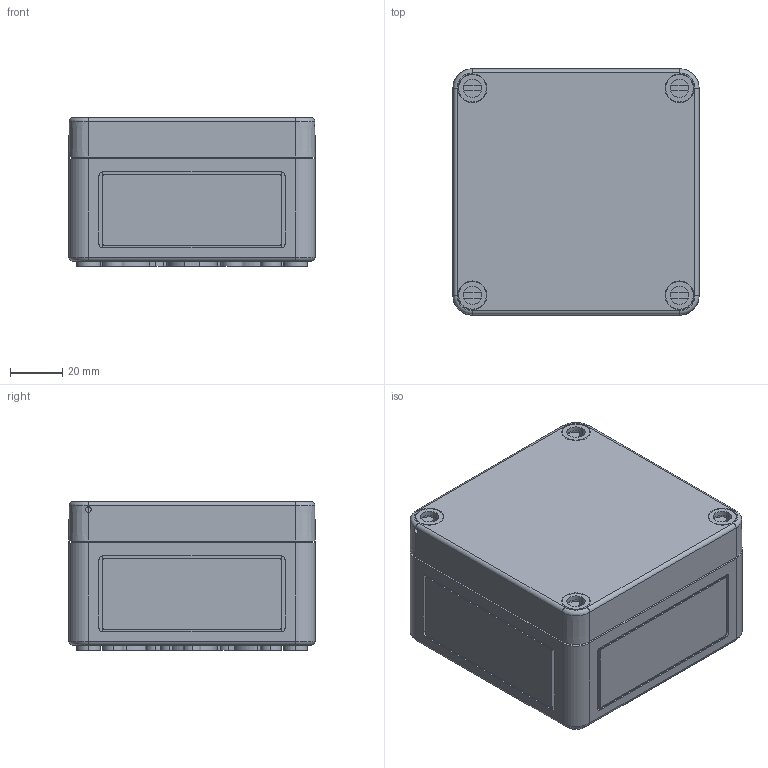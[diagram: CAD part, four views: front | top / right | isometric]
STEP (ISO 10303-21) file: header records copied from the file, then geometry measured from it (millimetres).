
FILE_DESCRIPTION (( 'STEP AP203' ), '1' );
FILE_NAME ('60090911.step', '2014-12-03T14:59:22', ( 'Windows-Benutzer' ), ( '' ), 'SwSTEP 2.0', 'SolidWorks 2014', '' );
FILE_SCHEMA (( 'CONFIG_CONTROL_DESIGN' ));
Length unit declared in the file: millimetre
Products named in the file (4): 60090911; Kasten_TK99-o60090911; Deckel_TK99-660090911; Schraube_TK34mm-grau60090911
Assembly tree (6 placements, depth 2):
  60090911
    Kasten_TK99-o60090911
    Deckel_TK99-660090911
    Schraube_TK34mm-grau60090911  x4
Bounding box: 94 x 94 x 56.7 mm (x, y, z)
Volume: 122595.5 mm3; surface area: 95782.6 mm2
Topology: 6 solids, 6 shells, 770 faces, 1970 edges, 1284 vertices
Faces by surface type: plane 384, cylinder 304, cone 66, torus 16
Entity records: 20186 total; most frequent: DIRECTION 3584, CARTESIAN_POINT 3511, ORIENTED_EDGE 3280, EDGE_CURVE 1640, AXIS2_PLACEMENT_3D 1321, VERTEX_POINT 1068, VECTOR 942, LINE 942
